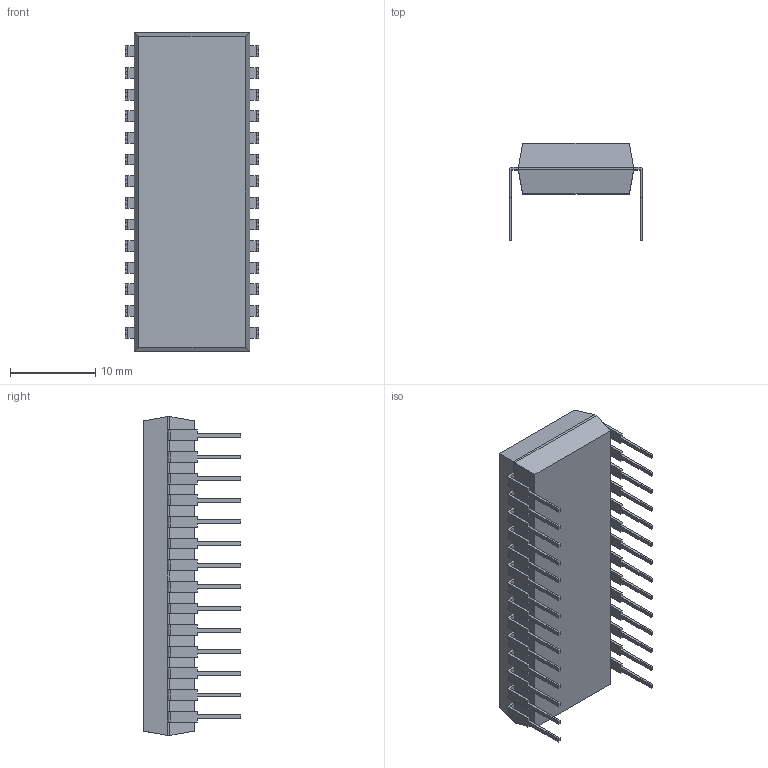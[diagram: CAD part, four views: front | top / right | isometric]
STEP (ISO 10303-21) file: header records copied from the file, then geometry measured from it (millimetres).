
FILE_DESCRIPTION (( 'STEP AP214' ), '1' );
FILE_NAME ('AT28C256-15PU.STEP', '2024-02-06T14:39:16', ( 'LENOVO' ), ( '' ), 'SwSTEP 2.0', 'SolidWorks 2021', '' );
FILE_SCHEMA (( 'AUTOMOTIVE_DESIGN' ));
Length unit declared in the file: millimetre
Products named in the file (1): AT28C256-15PU
Bounding box: 15.72 x 11.43 x 37.4 mm (x, y, z)
Volume: 2936.1 mm3; surface area: 2129.2 mm2
Topology: 30 solids, 30 shells, 416 faces, 1057 edges, 702 vertices
Faces by surface type: plane 354, cylinder 62
Entity records: 12676 total; most frequent: CARTESIAN_POINT 2182, ORIENTED_EDGE 2114, DIRECTION 2013, EDGE_CURVE 1057, VECTOR 931, LINE 931, VERTEX_POINT 702, AXIS2_PLACEMENT_3D 541
